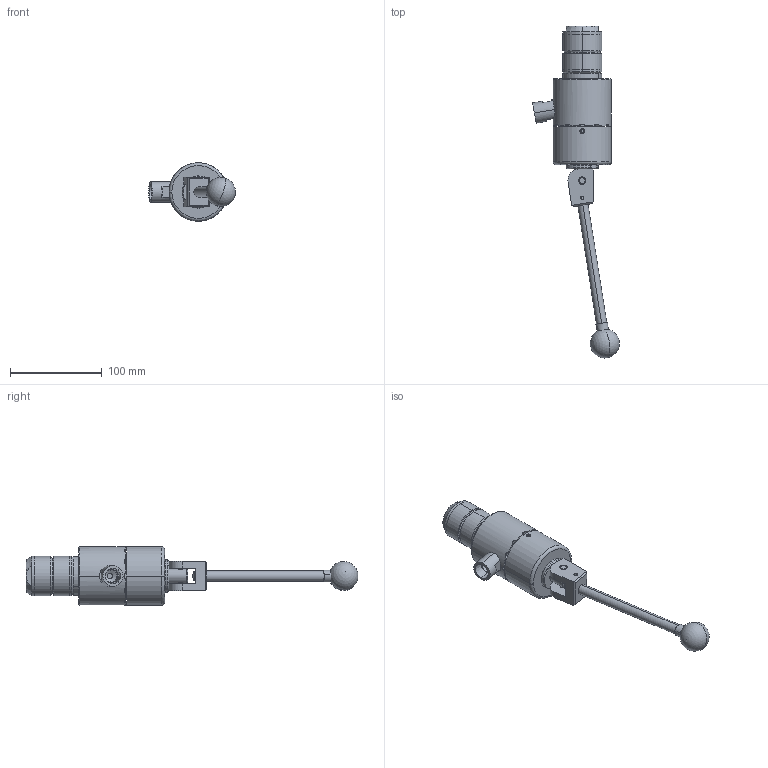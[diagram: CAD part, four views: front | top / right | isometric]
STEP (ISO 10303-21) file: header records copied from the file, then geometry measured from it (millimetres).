
FILE_DESCRIPTION (( 'STEP AP214' ), '1' );
FILE_NAME ('CTSC-003599.STEP', '2025-06-25T21:25:51', ( '' ), ( '' ), 'SwSTEP 2.0', 'SolidWorks 2023', '' );
FILE_SCHEMA (( 'AUTOMOTIVE_DESIGN' ));
Length unit declared in the file: inch
Products named in the file (1): CTSC-003599
Bounding box: 94.33 x 360.99 x 63.5 mm (x, y, z)
Volume: 408437.9 mm3; surface area: 81985.9 mm2
Topology: 10 solids, 14 shells, 413 faces, 1021 edges, 647 vertices
Faces by surface type: plane 182, cylinder 131, cone 62, torus 20, bspline 16, sphere 2
Entity records: 22446 total; most frequent: CARTESIAN_POINT 7780, ORIENTED_EDGE 2024, DIRECTION 1949, EDGE_CURVE 1012, AXIS2_PLACEMENT_3D 761, VERTEX_POINT 644, EDGE_LOOP 450, LINE 427
